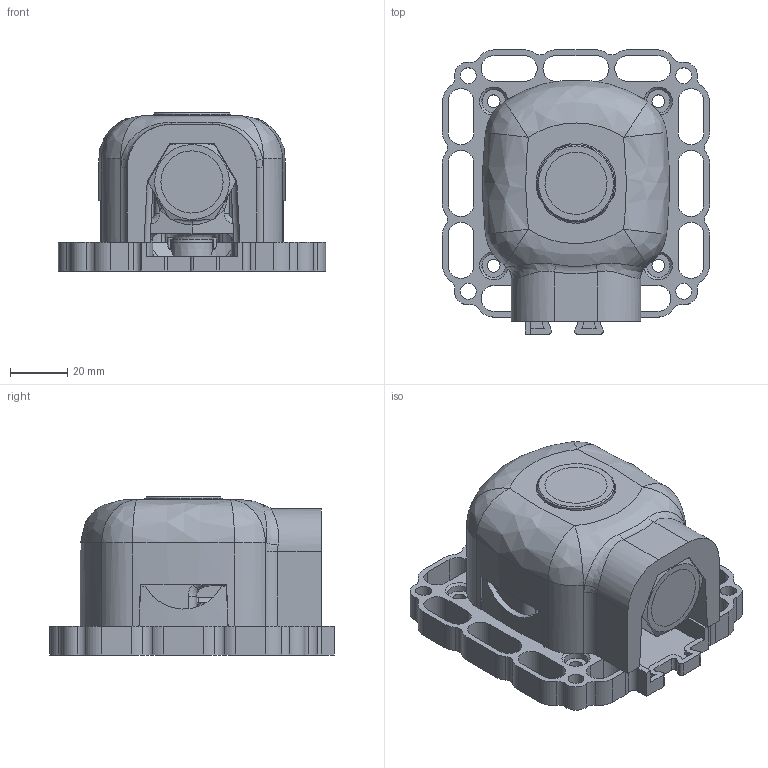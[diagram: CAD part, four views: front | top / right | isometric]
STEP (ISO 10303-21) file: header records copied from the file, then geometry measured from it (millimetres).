
FILE_DESCRIPTION (( 'STEP AP203' ), '1' );
FILE_NAME ('44040000.STEP', '2017-03-09T05:53:02', ( '' ), ( '' ), 'SwSTEP 2.0', 'SolidWorks 2016', '' );
FILE_SCHEMA (( 'CONFIG_CONTROL_DESIGN' ));
Products named in the file (1): 44040000
Bounding box: 93 x 98.9 x 55 mm (x, y, z)
Volume: 196824.5 mm3; surface area: 60495.1 mm2
Topology: 1 solids, 1 shells, 756 faces, 2135 edges, 1359 vertices
Faces by surface type: plane 313, cylinder 244, bspline 130, cone 69
Full cylindrical faces by diameter (mm): 4.4 x4, 5.2 x3, 5.5 x6, 8.2 x4, 11 x4, 12.5 x4, 14.8 x1, 25.9 x2, 26.9 x1, 29.9 x1
Entity records: 39038 total; most frequent: CARTESIAN_POINT 20677, ORIENTED_EDGE 4128, DIRECTION 3409, EDGE_CURVE 2064, VERTEX_POINT 1340, AXIS2_PLACEMENT_3D 1275, EDGE_LOOP 868, VECTOR 859
